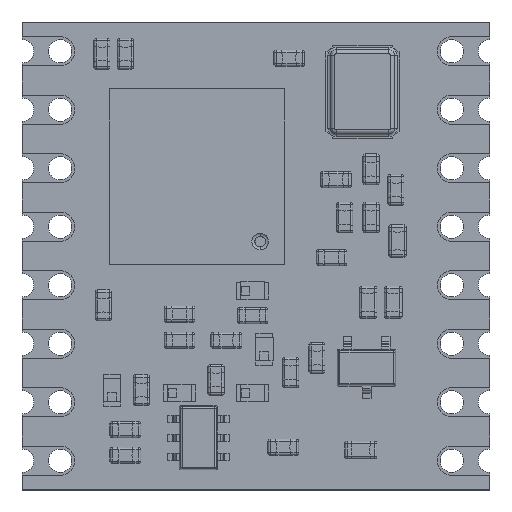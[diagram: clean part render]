
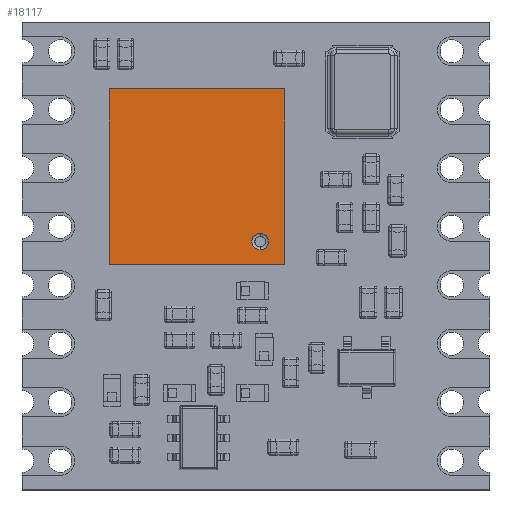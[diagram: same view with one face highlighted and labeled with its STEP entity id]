
A CAD part, top view. The second image highlights one B-rep face of the part: STEP entity #18117.
In plain terms, the highlighted planar face has unit normal (0, 0, 1).
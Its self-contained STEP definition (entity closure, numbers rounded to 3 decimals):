
#1130=(
BOUNDED_CURVE()
B_SPLINE_CURVE(3,(#26737,#26738,#26739,#26740,#26741,#26742,#26743,#26744,
#26745,#26746,#26747),.UNSPECIFIED.,.F.,.F.)
B_SPLINE_CURVE_WITH_KNOTS((4,3,1,3,4),(0.,0.118,0.236,
0.353,0.471),.UNSPECIFIED.)
CURVE()
GEOMETRIC_REPRESENTATION_ITEM()
RATIONAL_B_SPLINE_CURVE((1.,0.954,0.91,0.868,
0.868,0.868,0.868,0.868,
0.91,0.954,1.))
REPRESENTATION_ITEM('')
);
#1131=(
BOUNDED_CURVE()
B_SPLINE_CURVE(3,(#26748,#26749,#26750,#26751,#26752,#26753,#26754,#26755,
#26756,#26757,#26758),.UNSPECIFIED.,.F.,.F.)
B_SPLINE_CURVE_WITH_KNOTS((4,3,1,3,4),(0.471,0.589,
0.707,0.825,0.942),.UNSPECIFIED.)
CURVE()
GEOMETRIC_REPRESENTATION_ITEM()
RATIONAL_B_SPLINE_CURVE((1.,0.954,0.91,0.868,
0.868,0.868,0.868,0.868,
0.91,0.954,1.))
REPRESENTATION_ITEM('')
);
#1162=FACE_BOUND('',#2322,.T.);
#1204=FACE_OUTER_BOUND('',#2321,.T.);
#2321=EDGE_LOOP('',(#11872,#11873,#11874,#11875));
#2322=EDGE_LOOP('',(#11876,#11877));
#3444=LINE('',#26492,#5456);
#3476=LINE('',#26555,#5488);
#3507=LINE('',#26617,#5519);
#3537=LINE('',#26676,#5549);
#5456=VECTOR('',#21077,12.);
#5488=VECTOR('',#21111,12.);
#5519=VECTOR('',#21144,12.);
#5549=VECTOR('',#21176,12.);
#7468=VERTEX_POINT('',#26489);
#7469=VERTEX_POINT('',#26491);
#7499=VERTEX_POINT('',#26553);
#7529=VERTEX_POINT('',#26615);
#7586=VERTEX_POINT('',#26735);
#7587=VERTEX_POINT('',#26736);
#9144=EDGE_CURVE('',#7468,#7469,#3444,.T.);
#9176=EDGE_CURVE('',#7499,#7468,#3476,.T.);
#9207=EDGE_CURVE('',#7529,#7499,#3507,.T.);
#9237=EDGE_CURVE('',#7469,#7529,#3537,.T.);
#9266=EDGE_CURVE('',#7586,#7587,#1130,.T.);
#9267=EDGE_CURVE('',#7587,#7586,#1131,.T.);
#11872=ORIENTED_EDGE('',*,*,#9144,.F.);
#11873=ORIENTED_EDGE('',*,*,#9176,.F.);
#11874=ORIENTED_EDGE('',*,*,#9207,.F.);
#11875=ORIENTED_EDGE('',*,*,#9237,.F.);
#11876=ORIENTED_EDGE('',*,*,#9266,.T.);
#11877=ORIENTED_EDGE('',*,*,#9267,.T.);
#16941=PLANE('',#19375);
#18117=ADVANCED_FACE('',(#1204,#1162),#16941,.T.);
#19375=AXIS2_PLACEMENT_3D('',#26734,#21207,#21208);
#21077=DIRECTION('',(-1.,0.,0.));
#21111=DIRECTION('',(0.,-1.,0.));
#21144=DIRECTION('',(1.,0.,0.));
#21176=DIRECTION('',(0.,1.,0.));
#21207=DIRECTION('center_axis',(0.,0.,
1.));
#21208=DIRECTION('ref_axis',(1.,0.,0.));
#26489=CARTESIAN_POINT('',(3.33,-2.5,-13.146));
#26491=CARTESIAN_POINT('',(-2.67,-2.5,-13.146));
#26492=CARTESIAN_POINT('',(3.33,-2.5,-13.146));
#26553=CARTESIAN_POINT('',(3.33,3.5,-13.146));
#26555=CARTESIAN_POINT('',(3.33,3.5,-13.146));
#26615=CARTESIAN_POINT('',(-2.67,3.5,-13.146));
#26617=CARTESIAN_POINT('',(-2.67,3.5,-13.146));
#26676=CARTESIAN_POINT('',(-2.67,-2.5,-13.146));
#26734=CARTESIAN_POINT('Origin',(-2.67,-2.5,-13.146));
#26735=CARTESIAN_POINT('',(2.834,2.66,-13.146));
#26736=CARTESIAN_POINT('',(2.266,2.66,-13.146));
#26737=CARTESIAN_POINT('Ctrl Pts',(2.834,2.66,-13.146));
#26738=CARTESIAN_POINT('Ctrl Pts',(2.834,2.586,-13.146));
#26739=CARTESIAN_POINT('Ctrl Pts',(2.803,2.512,-13.146));
#26740=CARTESIAN_POINT('Ctrl Pts',(2.751,2.459,-13.146));
#26741=CARTESIAN_POINT('Ctrl Pts',(2.698,2.407,-13.146));
#26742=CARTESIAN_POINT('Ctrl Pts',(2.55,2.345,-13.146));
#26743=CARTESIAN_POINT('Ctrl Pts',(2.402,2.407,-13.146));
#26744=CARTESIAN_POINT('Ctrl Pts',(2.349,2.459,-13.146));
#26745=CARTESIAN_POINT('Ctrl Pts',(2.297,2.512,-13.146));
#26746=CARTESIAN_POINT('Ctrl Pts',(2.266,2.586,-13.146));
#26747=CARTESIAN_POINT('Ctrl Pts',(2.266,2.66,-13.146));
#26748=CARTESIAN_POINT('Ctrl Pts',(2.266,2.66,-13.146));
#26749=CARTESIAN_POINT('Ctrl Pts',(2.266,2.734,-13.146));
#26750=CARTESIAN_POINT('Ctrl Pts',(2.297,2.808,-13.146));
#26751=CARTESIAN_POINT('Ctrl Pts',(2.349,2.861,-13.146));
#26752=CARTESIAN_POINT('Ctrl Pts',(2.402,2.913,-13.146));
#26753=CARTESIAN_POINT('Ctrl Pts',(2.55,2.975,-13.146));
#26754=CARTESIAN_POINT('Ctrl Pts',(2.698,2.913,-13.146));
#26755=CARTESIAN_POINT('Ctrl Pts',(2.751,2.861,-13.146));
#26756=CARTESIAN_POINT('Ctrl Pts',(2.803,2.808,-13.146));
#26757=CARTESIAN_POINT('Ctrl Pts',(2.834,2.734,-13.146));
#26758=CARTESIAN_POINT('Ctrl Pts',(2.834,2.66,-13.146));
